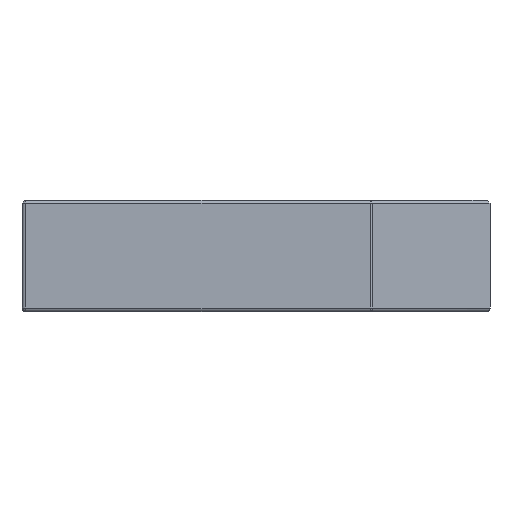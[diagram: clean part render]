
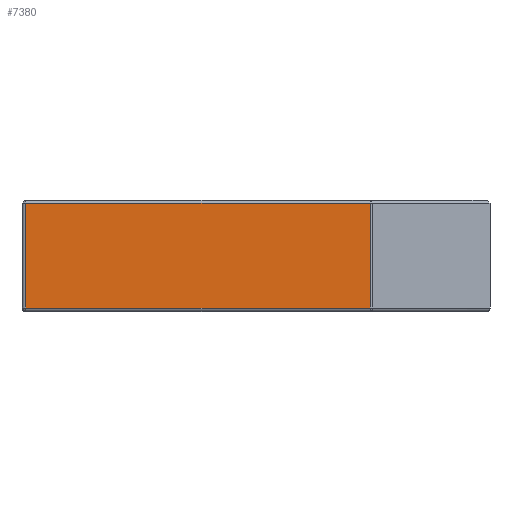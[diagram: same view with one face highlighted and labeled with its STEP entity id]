
A CAD part, left-side view. The second image highlights one B-rep face of the part: STEP entity #7380.
In plain terms, the highlighted planar face has unit normal (-1, 0, 0).
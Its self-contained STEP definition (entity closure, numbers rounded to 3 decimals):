
#395=PLANE('',#8066);
#715=FACE_OUTER_BOUND('',#1159,.T.);
#1159=EDGE_LOOP('',(#6394,#6395,#6396,#6397));
#2251=LINE('',#12519,#2969);
#2257=LINE('',#12534,#2975);
#2258=LINE('',#12538,#2976);
#2259=LINE('',#12539,#2977);
#2969=VECTOR('',#9955,10.);
#2975=VECTOR('',#9971,10.);
#2976=VECTOR('',#9976,10.);
#2977=VECTOR('',#9977,10.);
#3668=VERTEX_POINT('',#12513);
#3669=VERTEX_POINT('',#12517);
#3673=VERTEX_POINT('',#12533);
#3674=VERTEX_POINT('',#12537);
#4642=EDGE_CURVE('',#3668,#3669,#2251,.T.);
#4649=EDGE_CURVE('',#3669,#3673,#2257,.T.);
#4651=EDGE_CURVE('',#3674,#3668,#2258,.T.);
#4652=EDGE_CURVE('',#3673,#3674,#2259,.T.);
#6394=ORIENTED_EDGE('',*,*,#4642,.F.);
#6395=ORIENTED_EDGE('',*,*,#4651,.F.);
#6396=ORIENTED_EDGE('',*,*,#4652,.F.);
#6397=ORIENTED_EDGE('',*,*,#4649,.F.);
#7380=ADVANCED_FACE('',(#715),#395,.T.);
#8066=AXIS2_PLACEMENT_3D('',#12536,#9974,#9975);
#9955=DIRECTION('',(0.,-1.,0.));
#9971=DIRECTION('',(0.,0.,-1.));
#9974=DIRECTION('center_axis',(-1.,0.,0.));
#9975=DIRECTION('ref_axis',(0.,1.,0.));
#9976=DIRECTION('',(0.,0.,1.));
#9977=DIRECTION('',(0.,1.,0.));
#12513=CARTESIAN_POINT('',(0.,67.5,-0.4));
#12517=CARTESIAN_POINT('',(0.,21.117,-0.4));
#12519=CARTESIAN_POINT('',(0.,28.705,-0.4));
#12533=CARTESIAN_POINT('',(0.,21.117,-14.5));
#12534=CARTESIAN_POINT('',(0.,21.117,0.));
#12536=CARTESIAN_POINT('Origin',(0.,20.91,0.));
#12537=CARTESIAN_POINT('',(0.,67.5,-14.5));
#12538=CARTESIAN_POINT('',(0.,67.5,0.));
#12539=CARTESIAN_POINT('',(0.,28.705,-14.5));
